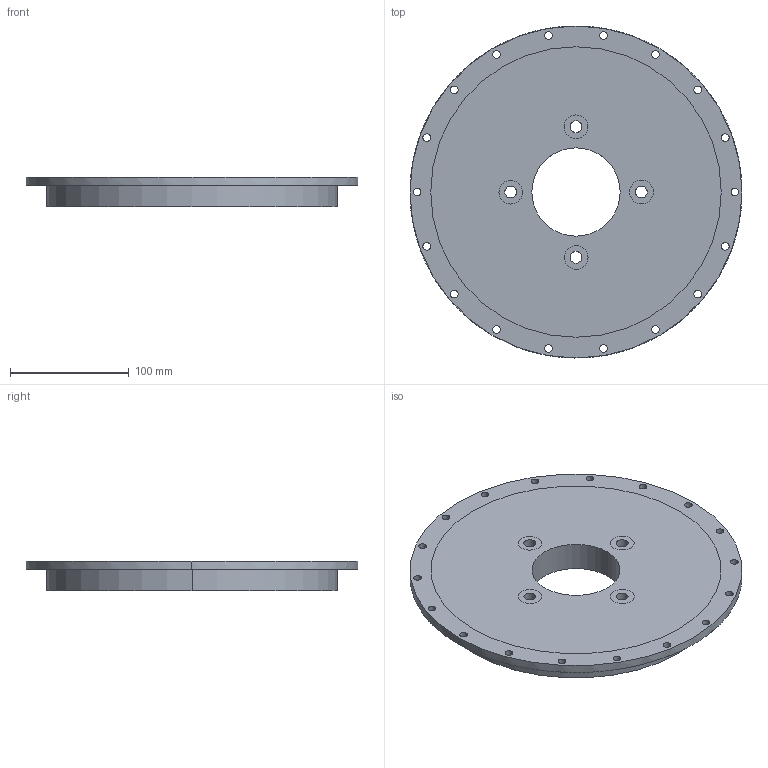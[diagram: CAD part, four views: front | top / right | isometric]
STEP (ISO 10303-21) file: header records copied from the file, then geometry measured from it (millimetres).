
FILE_DESCRIPTION (( 'STEP AP203' ), '1' );
FILE_NAME ('Wheel Centre Blank.STEP', '2016-11-10T16:25:49', ( '' ), ( '' ), 'SwSTEP 2.0', 'SolidWorks 2016', '' );
FILE_SCHEMA (( 'CONFIG_CONTROL_DESIGN' ));
Length unit declared in the file: millimetre
Products named in the file (2): Wheel Centre Blank
Bounding box: 280 x 280 x 25 mm (x, y, z)
Volume: 1158596 mm3; surface area: 144186.9 mm2
Topology: 1 solids, 1 shells, 77 faces, 214 edges, 146 vertices
Faces by surface type: cylinder 50, plane 27
Entity records: 2839 total; most frequent: DIRECTION 536, CARTESIAN_POINT 439, ORIENTED_EDGE 428, AXIS2_PLACEMENT_3D 243, EDGE_CURVE 214, CIRCLE 164, VERTEX_POINT 146, EDGE_LOOP 130
